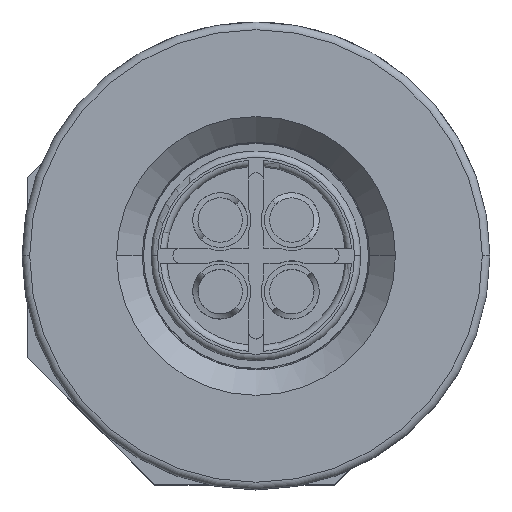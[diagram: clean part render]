
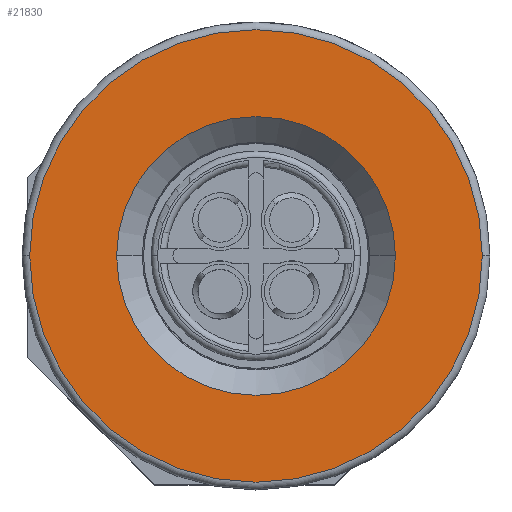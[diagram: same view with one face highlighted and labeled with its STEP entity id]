
A CAD part, top view. The second image highlights one B-rep face of the part: STEP entity #21830.
In plain terms, the highlighted planar face has unit normal (0, 0, 1).
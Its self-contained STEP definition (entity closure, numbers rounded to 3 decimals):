
#1100=CARTESIAN_POINT('',(5.441,0.,18.45));
#1110=VERTEX_POINT('',#1100);
#1140=CARTESIAN_POINT('',(-0.009,0.,
18.45));
#1150=DIRECTION('',(0.,0.,1.));
#1160=DIRECTION('',(-1.,0.,0.));
#1170=AXIS2_PLACEMENT_3D('',#1140,#1150,#1160);
#1180=CIRCLE('',#1170,5.45);
#1190=CARTESIAN_POINT('',(-5.459,0.,18.45));
#1200=VERTEX_POINT('',#1190);
#1210=EDGE_CURVE('',#1200,#1110,#1180,.T.);
#21580=CARTESIAN_POINT('',(-8.084,0.,18.45));
#21590=DIRECTION('',(0.,0.,1.));
#21600=DIRECTION('',(-1.,0.,0.));
#21610=AXIS2_PLACEMENT_3D('',#21580,#21590,#21600);
#21620=PLANE('',#21610);
#21630=ORIENTED_EDGE('',*,*,#1210,.F.);
#21640=EDGE_CURVE('',#1110,#1200,#1180,.T.);
#21650=ORIENTED_EDGE('',*,*,#21640,.F.);
#21660=EDGE_LOOP('',(#21650,#21630));
#21670=FACE_BOUND('',#21660,.T.);
#21680=CARTESIAN_POINT('',(-0.009,0.,
18.45));
#21690=DIRECTION('',(0.,0.,-1.));
#21700=DIRECTION('',(1.,0.,0.));
#21710=AXIS2_PLACEMENT_3D('',#21680,#21690,#21700);
#21720=CIRCLE('',#21710,8.85);
#21730=CARTESIAN_POINT('',(-8.859,0.,18.45));
#21740=VERTEX_POINT('',#21730);
#21750=CARTESIAN_POINT('',(8.841,0.,18.45));
#21760=VERTEX_POINT('',#21750);
#21770=EDGE_CURVE('',#21740,#21760,#21720,.T.);
#21780=ORIENTED_EDGE('',*,*,#21770,.F.);
#21790=EDGE_CURVE('',#21760,#21740,#21720,.T.);
#21800=ORIENTED_EDGE('',*,*,#21790,.F.);
#21810=EDGE_LOOP('',(#21800,#21780));
#21820=FACE_OUTER_BOUND('',#21810,.T.);
#21830=ADVANCED_FACE('',(#21670,#21820),#21620,.T.);
